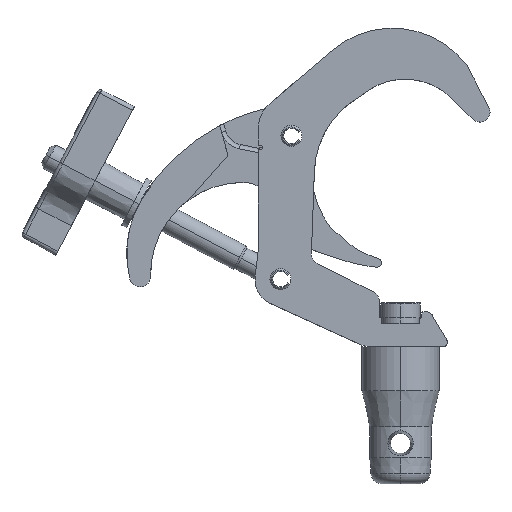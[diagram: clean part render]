
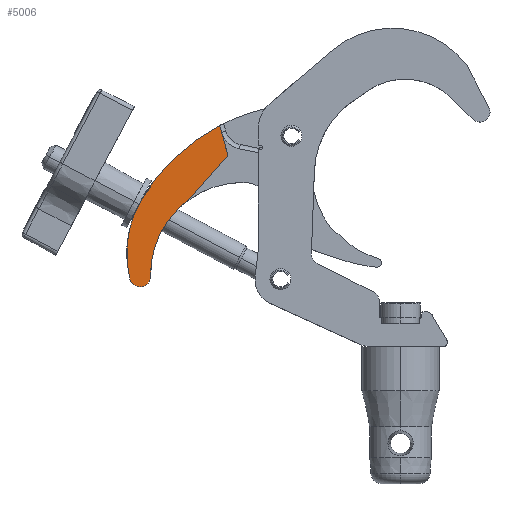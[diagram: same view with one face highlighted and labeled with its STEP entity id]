
A CAD part, top view. The second image highlights one B-rep face of the part: STEP entity #5006.
In plain terms, the highlighted face is planar.
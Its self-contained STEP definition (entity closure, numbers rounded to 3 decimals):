
#197 = DIRECTION ( 'NONE',  ( -1., 0., 0. ) ) ;
#265 = EDGE_LOOP ( 'NONE', ( #12399, #9458, #13734, #4350, #9151, #13097, #14329 ) ) ;
#537 = EDGE_CURVE ( 'NONE', #8828, #20346, #7940, .T. ) ;
#1941 = CARTESIAN_POINT ( 'NONE',  ( 64.768, 48.736, -12.45 ) ) ;
#3016 = AXIS2_PLACEMENT_3D ( 'NONE', #7332, #19814, #10850 ) ;
#3747 = DIRECTION ( 'NONE',  ( 1., 0., 0. ) ) ;
#3806 = EDGE_CURVE ( 'NONE', #18832, #8828, #5661, .T. ) ;
#4276 = CARTESIAN_POINT ( 'NONE',  ( 58.444, 36.313, -12.45 ) ) ;
#4350 = ORIENTED_EDGE ( 'NONE', *, *, #11808, .F. ) ;
#4455 = DIRECTION ( 'NONE',  ( 0., 0., 1. ) ) ;
#4915 = CARTESIAN_POINT ( 'NONE',  ( 91.111, -26.761, -12.45 ) ) ;
#5006 = ADVANCED_FACE ( 'NONE', ( #18779 ), #17833, .T. ) ;
#5541 = AXIS2_PLACEMENT_3D ( 'NONE', #22428, #10207, #6712 ) ;
#5661 = LINE ( 'NONE', #1941, #18011 ) ;
#6358 = CARTESIAN_POINT ( 'NONE',  ( 86.626, -25.243, -12.45 ) ) ;
#6526 = VERTEX_POINT ( 'NONE', #20494 ) ;
#6712 = DIRECTION ( 'NONE',  ( 1., 0., 0. ) ) ;
#7332 = CARTESIAN_POINT ( 'NONE',  ( 11.539, 18.928, -12.45 ) ) ;
#7805 = VERTEX_POINT ( 'NONE', #4915 ) ;
#7844 = AXIS2_PLACEMENT_3D ( 'NONE', #14346, #17702, #197 ) ;
#7940 = LINE ( 'NONE', #4276, #21926 ) ;
#8237 = VERTEX_POINT ( 'NONE', #18916 ) ;
#8828 = VERTEX_POINT ( 'NONE', #22108 ) ;
#9151 = ORIENTED_EDGE ( 'NONE', *, *, #14761, .F. ) ;
#9458 = ORIENTED_EDGE ( 'NONE', *, *, #3806, .F. ) ;
#9783 = CIRCLE ( 'NONE', #16732, 4.735 ) ;
#10207 = DIRECTION ( 'NONE',  ( 0., 0., 1. ) ) ;
#10850 = DIRECTION ( 'NONE',  ( -1., 0., 0. ) ) ;
#11230 = CIRCLE ( 'NONE', #21776, 47.5 ) ;
#11808 = EDGE_CURVE ( 'NONE', #7805, #14439, #11230, .T. ) ;
#11865 = AXIS2_PLACEMENT_3D ( 'NONE', #21356, #14253, #3747 ) ;
#12399 = ORIENTED_EDGE ( 'NONE', *, *, #537, .F. ) ;
#13033 = DIRECTION ( 'NONE',  ( 0.501, -0.865, 0. ) ) ;
#13097 = ORIENTED_EDGE ( 'NONE', *, *, #21811, .F. ) ;
#13192 = EDGE_CURVE ( 'NONE', #14439, #18832, #15294, .T. ) ;
#13734 = ORIENTED_EDGE ( 'NONE', *, *, #13192, .F. ) ;
#14253 = DIRECTION ( 'NONE',  ( 0., 0., -1. ) ) ;
#14329 = ORIENTED_EDGE ( 'NONE', *, *, #19577, .F. ) ;
#14346 = CARTESIAN_POINT ( 'NONE',  ( 9.353, -20.033, -12.45 ) ) ;
#14439 = VERTEX_POINT ( 'NONE', #19461 ) ;
#14761 = EDGE_CURVE ( 'NONE', #8237, #7805, #21660, .T. ) ;
#15294 = CIRCLE ( 'NONE', #7844, 88.318 ) ;
#16732 = AXIS2_PLACEMENT_3D ( 'NONE', #6358, #4455, #22300 ) ;
#16937 = CARTESIAN_POINT ( 'NONE',  ( 64.768, 48.736, -12.45 ) ) ;
#17702 = DIRECTION ( 'NONE',  ( 0., 0., 1. ) ) ;
#17833 = PLANE ( 'NONE',  #3016 ) ;
#18011 = VECTOR ( 'NONE', #21208, 1000. ) ;
#18298 = CARTESIAN_POINT ( 'NONE',  ( 47.984, -6.853, -12.45 ) ) ;
#18779 = FACE_OUTER_BOUND ( 'NONE', #265, .T. ) ;
#18832 = VERTEX_POINT ( 'NONE', #16937 ) ;
#18916 = CARTESIAN_POINT ( 'NONE',  ( 81.89, -25.243, -12.45 ) ) ;
#19461 = CARTESIAN_POINT ( 'NONE',  ( 92.94, 8.484, -12.45 ) ) ;
#19577 = EDGE_CURVE ( 'NONE', #20346, #6526, #21959, .T. ) ;
#19814 = DIRECTION ( 'NONE',  ( 0., 0., -1. ) ) ;
#19940 = CARTESIAN_POINT ( 'NONE',  ( 72.133, 12.667, -12.45 ) ) ;
#20042 = DIRECTION ( 'NONE',  ( 0., 0., 1. ) ) ;
#20346 = VERTEX_POINT ( 'NONE', #19940 ) ;
#20494 = CARTESIAN_POINT ( 'NONE',  ( 81.997, -24.241, -12.45 ) ) ;
#21208 = DIRECTION ( 'NONE',  ( -0.454, -0.891, 0. ) ) ;
#21356 = CARTESIAN_POINT ( 'NONE',  ( 41.137, -15.389, -12.45 ) ) ;
#21589 = DIRECTION ( 'NONE',  ( 1., 0., 0. ) ) ;
#21660 = CIRCLE ( 'NONE', #5541, 4.735 ) ;
#21776 = AXIS2_PLACEMENT_3D ( 'NONE', #18298, #20042, #21589 ) ;
#21811 = EDGE_CURVE ( 'NONE', #6526, #8237, #9783, .T. ) ;
#21926 = VECTOR ( 'NONE', #13033, 1000. ) ;
#21959 = CIRCLE ( 'NONE', #11865, 41.808 ) ;
#22108 = CARTESIAN_POINT ( 'NONE',  ( 58.444, 36.313, -12.45 ) ) ;
#22300 = DIRECTION ( 'NONE',  ( 1., 0., 0. ) ) ;
#22428 = CARTESIAN_POINT ( 'NONE',  ( 86.626, -25.243, -12.45 ) ) ;
